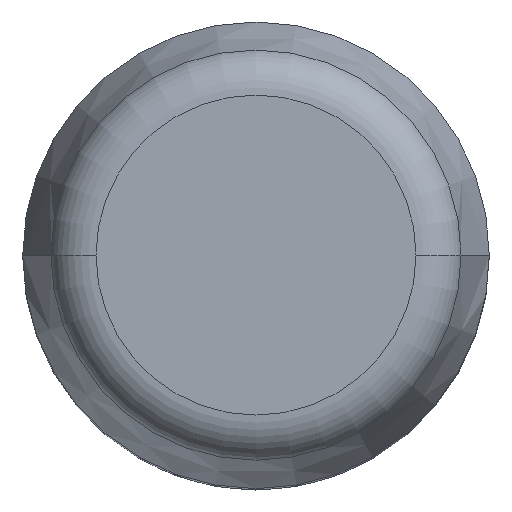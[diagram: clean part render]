
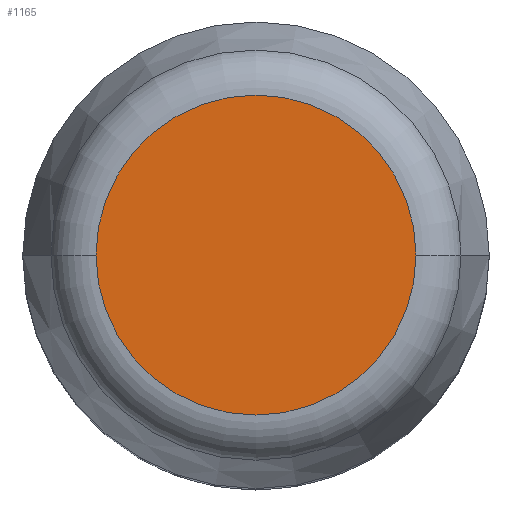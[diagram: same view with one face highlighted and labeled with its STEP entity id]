
A CAD part, top view. The second image highlights one B-rep face of the part: STEP entity #1165.
In plain terms, the highlighted planar face has unit normal (0, 0, 1).
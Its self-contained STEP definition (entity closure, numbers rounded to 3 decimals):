
#2 = DIRECTION ( 'NONE',  ( 0., 0., 1. ) ) ;
#33 = CIRCLE ( 'NONE', #184, 1.714 ) ;
#123 = CIRCLE ( 'NONE', #906, 1.714 ) ;
#153 = DIRECTION ( 'NONE',  ( 1., 0., 0. ) ) ;
#184 = AXIS2_PLACEMENT_3D ( 'NONE', #604, #2, #692 ) ;
#251 = VERTEX_POINT ( 'NONE', #857 ) ;
#299 = VERTEX_POINT ( 'NONE', #683 ) ;
#355 = ORIENTED_EDGE ( 'NONE', *, *, #663, .T. ) ;
#386 = FACE_OUTER_BOUND ( 'NONE', #845, .T. ) ;
#546 = EDGE_CURVE ( 'NONE', #251, #299, #123, .T. ) ;
#574 = DIRECTION ( 'NONE',  ( 0., 0., 1. ) ) ;
#604 = CARTESIAN_POINT ( 'NONE',  ( 0., 0., 10. ) ) ;
#647 = PLANE ( 'NONE',  #1163 ) ;
#663 = EDGE_CURVE ( 'NONE', #299, #251, #33, .T. ) ;
#683 = CARTESIAN_POINT ( 'NONE',  ( 1.714, 0., 10. ) ) ;
#692 = DIRECTION ( 'NONE',  ( 1., 0., 0. ) ) ;
#735 = DIRECTION ( 'NONE',  ( 0., 0., 1. ) ) ;
#845 = EDGE_LOOP ( 'NONE', ( #355, #1021 ) ) ;
#857 = CARTESIAN_POINT ( 'NONE',  ( -1.714, 0., 10. ) ) ;
#906 = AXIS2_PLACEMENT_3D ( 'NONE', #1118, #574, #1196 ) ;
#1021 = ORIENTED_EDGE ( 'NONE', *, *, #546, .T. ) ;
#1097 = CARTESIAN_POINT ( 'NONE',  ( 0., 0., 10. ) ) ;
#1118 = CARTESIAN_POINT ( 'NONE',  ( 0., 0., 10. ) ) ;
#1163 = AXIS2_PLACEMENT_3D ( 'NONE', #1097, #735, #153 ) ;
#1165 = ADVANCED_FACE ( 'NONE', ( #386 ), #647, .T. ) ;
#1196 = DIRECTION ( 'NONE',  ( 1., 0., 0. ) ) ;
